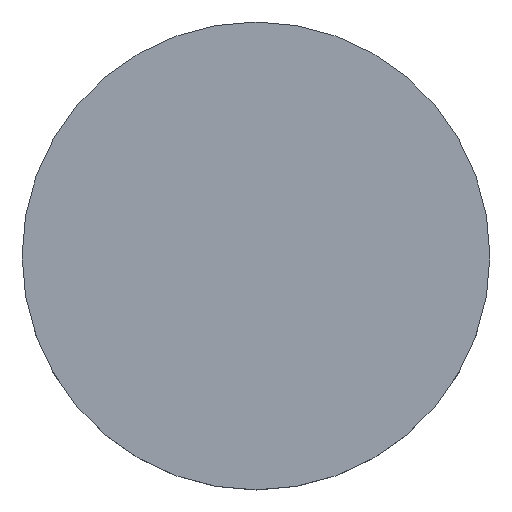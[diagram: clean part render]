
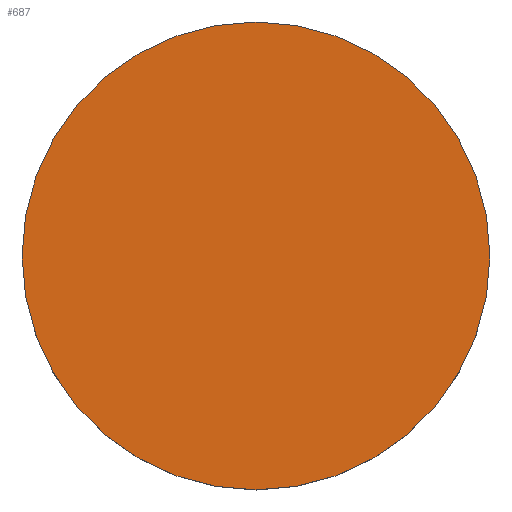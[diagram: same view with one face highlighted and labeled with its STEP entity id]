
A CAD part, top view. The second image highlights one B-rep face of the part: STEP entity #687.
In plain terms, the highlighted planar face has unit normal (0, 0, 1).
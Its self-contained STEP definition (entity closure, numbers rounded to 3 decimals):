
#10 = CARTESIAN_POINT ( 'NONE',  ( 0., 0., 14.9 ) ) ;
#33 = DIRECTION ( 'NONE',  ( 0., 1., 0. ) ) ;
#55 = AXIS2_PLACEMENT_3D ( 'NONE', #918, #166, #513 ) ;
#73 = ORIENTED_EDGE ( 'NONE', *, *, #335, .F. ) ;
#166 = DIRECTION ( 'NONE',  ( 0., 0., -1. ) ) ;
#174 = FACE_OUTER_BOUND ( 'NONE', #828, .T. ) ;
#229 = VERTEX_POINT ( 'NONE', #934 ) ;
#270 = AXIS2_PLACEMENT_3D ( 'NONE', #862, #623, #33 ) ;
#335 = EDGE_CURVE ( 'NONE', #906, #229, #767, .T. ) ;
#399 = AXIS2_PLACEMENT_3D ( 'NONE', #10, #927, #1085 ) ;
#423 = PLANE ( 'NONE',  #399 ) ;
#513 = DIRECTION ( 'NONE',  ( 0., 1., 0. ) ) ;
#623 = DIRECTION ( 'NONE',  ( 0., 0., -1. ) ) ;
#666 = CIRCLE ( 'NONE', #270, 12.5 ) ;
#681 = ORIENTED_EDGE ( 'NONE', *, *, #920, .F. ) ;
#687 = ADVANCED_FACE ( 'NONE', ( #174 ), #423, .T. ) ;
#767 = CIRCLE ( 'NONE', #55, 12.5 ) ;
#828 = EDGE_LOOP ( 'NONE', ( #73, #681 ) ) ;
#862 = CARTESIAN_POINT ( 'NONE',  ( 0., 0., 14.9 ) ) ;
#906 = VERTEX_POINT ( 'NONE', #1027 ) ;
#918 = CARTESIAN_POINT ( 'NONE',  ( 0., 0., 14.9 ) ) ;
#920 = EDGE_CURVE ( 'NONE', #229, #906, #666, .T. ) ;
#927 = DIRECTION ( 'NONE',  ( 0., 0., 1. ) ) ;
#934 = CARTESIAN_POINT ( 'NONE',  ( 0., -12.5, 14.9 ) ) ;
#1027 = CARTESIAN_POINT ( 'NONE',  ( 0., 12.5, 14.9 ) ) ;
#1085 = DIRECTION ( 'NONE',  ( 1., 0., 0. ) ) ;
